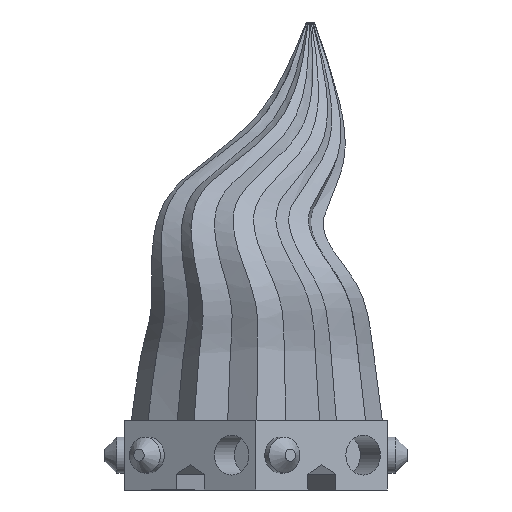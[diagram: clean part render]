
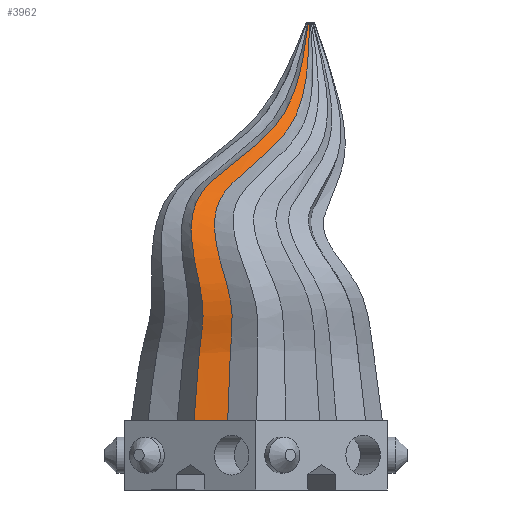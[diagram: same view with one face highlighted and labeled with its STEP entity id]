
A CAD part, front view. The second image highlights one B-rep face of the part: STEP entity #3962.
In plain terms, the highlighted free-form (B-spline) face has degree [3, 3] with [4, 8] control points.
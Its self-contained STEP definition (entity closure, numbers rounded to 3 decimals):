
#112=B_SPLINE_SURFACE_WITH_KNOTS('',3,3,((#14857,#14858,#14859,#14860,#14861,
#14862,#14863,#14864),(#14865,#14866,#14867,#14868,#14869,#14870,#14871,
#14872),(#14873,#14874,#14875,#14876,#14877,#14878,#14879,#14880),(#14881,
#14882,#14883,#14884,#14885,#14886,#14887,#14888)),.UNSPECIFIED.,.F.,.F.,
 .F.,(4,4),(4,1,1,1,1,4),(0.,1.),(0.,1.,2.,3.,4.,5.),.UNSPECIFIED.);
#342=B_SPLINE_CURVE_WITH_KNOTS('',3,(#4899,#4900,#4901,#4902),
 .UNSPECIFIED.,.F.,.F.,(4,4),(0.5,1.),.UNSPECIFIED.);
#343=B_SPLINE_CURVE_WITH_KNOTS('',3,(#4904,#4905,#4906,#4907),
 .UNSPECIFIED.,.F.,.F.,(4,4),(0.,0.5),.UNSPECIFIED.);
#585=B_SPLINE_CURVE_WITH_KNOTS('',3,(#14849,#14850,#14851,#14852,#14853,
#14854,#14855,#14856),.UNSPECIFIED.,.F.,.F.,(4,1,1,1,1,4),(0.,1.,2.,3.,
4.,5.),.UNSPECIFIED.);
#586=B_SPLINE_CURVE_WITH_KNOTS('',3,(#14890,#14891,#14892,#14893),
 .UNSPECIFIED.,.F.,.F.,(4,4),(-1.,-0.5),.UNSPECIFIED.);
#587=B_SPLINE_CURVE_WITH_KNOTS('',3,(#14895,#14896,#14897,#14898),
 .UNSPECIFIED.,.F.,.F.,(4,4),(-0.5,0.),.UNSPECIFIED.);
#588=B_SPLINE_CURVE_WITH_KNOTS('',3,(#14899,#14900,#14901,#14902,#14903,
#14904,#14905,#14906),.UNSPECIFIED.,.F.,.F.,(4,1,1,1,1,4),(0.,1.,2.,3.,
4.,5.),.UNSPECIFIED.);
#883=FACE_OUTER_BOUND('',#1114,.T.);
#1114=EDGE_LOOP('',(#3394,#3395,#3396,#3397,#3398,#3399));
#1446=VERTEX_POINT('',#4893);
#1447=VERTEX_POINT('',#4898);
#1448=VERTEX_POINT('',#4903);
#1744=VERTEX_POINT('',#14844);
#1745=VERTEX_POINT('',#14889);
#1746=VERTEX_POINT('',#14894);
#1889=EDGE_CURVE('',#1447,#1446,#342,.T.);
#1890=EDGE_CURVE('',#1448,#1447,#343,.T.);
#2336=EDGE_CURVE('',#1446,#1744,#585,.T.);
#2337=EDGE_CURVE('',#1744,#1745,#586,.T.);
#2338=EDGE_CURVE('',#1745,#1746,#587,.T.);
#2339=EDGE_CURVE('',#1448,#1746,#588,.T.);
#3394=ORIENTED_EDGE('',*,*,#1890,.T.);
#3395=ORIENTED_EDGE('',*,*,#1889,.T.);
#3396=ORIENTED_EDGE('',*,*,#2336,.T.);
#3397=ORIENTED_EDGE('',*,*,#2337,.T.);
#3398=ORIENTED_EDGE('',*,*,#2338,.T.);
#3399=ORIENTED_EDGE('',*,*,#2339,.F.);
#3962=ADVANCED_FACE('',(#883),#112,.T.);
#4893=CARTESIAN_POINT('',(-7.107,-27.343,17.5));
#4898=CARTESIAN_POINT('',(-11.329,-27.343,17.5));
#4899=CARTESIAN_POINT('Ctrl Pts',(-11.329,-27.343,17.5));
#4900=CARTESIAN_POINT('Ctrl Pts',(-9.922,-27.343,17.5));
#4901=CARTESIAN_POINT('Ctrl Pts',(-8.515,-27.343,17.5));
#4902=CARTESIAN_POINT('Ctrl Pts',(-7.107,-27.343,17.5));
#4903=CARTESIAN_POINT('',(-15.551,-27.343,17.5));
#4904=CARTESIAN_POINT('Ctrl Pts',(-15.551,-27.343,17.5));
#4905=CARTESIAN_POINT('Ctrl Pts',(-14.144,-27.343,17.5));
#4906=CARTESIAN_POINT('Ctrl Pts',(-12.737,-27.343,17.5));
#4907=CARTESIAN_POINT('Ctrl Pts',(-11.329,-27.343,17.5));
#14844=CARTESIAN_POINT('',(13.421,25.195,117.5));
#14849=CARTESIAN_POINT('Ctrl Pts',(-7.107,-27.343,
17.5));
#14850=CARTESIAN_POINT('Ctrl Pts',(-6.914,-26.749,
24.167));
#14851=CARTESIAN_POINT('Ctrl Pts',(-6.527,-25.561,
37.5));
#14852=CARTESIAN_POINT('Ctrl Pts',(-4.932,-29.853,
47.74));
#14853=CARTESIAN_POINT('Ctrl Pts',(-15.926,-22.958,
74.54));
#14854=CARTESIAN_POINT('Ctrl Pts',(12.832,12.035,87.941));
#14855=CARTESIAN_POINT('Ctrl Pts',(13.225,20.809,107.647));
#14856=CARTESIAN_POINT('Ctrl Pts',(13.421,25.195,117.5));
#14857=CARTESIAN_POINT('Ctrl Pts',(-15.551,-27.343,
17.5));
#14858=CARTESIAN_POINT('Ctrl Pts',(-15.126,-26.749,
24.167));
#14859=CARTESIAN_POINT('Ctrl Pts',(-14.275,-25.561,
37.5));
#14860=CARTESIAN_POINT('Ctrl Pts',(-11.942,-29.853,
46.804));
#14861=CARTESIAN_POINT('Ctrl Pts',(-21.27,-22.69,
75.685));
#14862=CARTESIAN_POINT('Ctrl Pts',(9.407,11.636,88.936));
#14863=CARTESIAN_POINT('Ctrl Pts',(11.898,20.676,107.979));
#14864=CARTESIAN_POINT('Ctrl Pts',(13.143,25.195,117.5));
#14865=CARTESIAN_POINT('Ctrl Pts',(-12.737,-27.343,
17.5));
#14866=CARTESIAN_POINT('Ctrl Pts',(-12.389,-26.749,
24.167));
#14867=CARTESIAN_POINT('Ctrl Pts',(-11.692,-25.561,
37.5));
#14868=CARTESIAN_POINT('Ctrl Pts',(-9.606,-29.853,
47.116));
#14869=CARTESIAN_POINT('Ctrl Pts',(-19.489,-22.779,
75.303));
#14870=CARTESIAN_POINT('Ctrl Pts',(10.549,11.769,88.604));
#14871=CARTESIAN_POINT('Ctrl Pts',(12.34,20.72,107.868));
#14872=CARTESIAN_POINT('Ctrl Pts',(13.236,25.195,117.5));
#14873=CARTESIAN_POINT('Ctrl Pts',(-9.922,-27.343,
17.5));
#14874=CARTESIAN_POINT('Ctrl Pts',(-9.651,-26.749,
24.167));
#14875=CARTESIAN_POINT('Ctrl Pts',(-9.109,-25.561,
37.5));
#14876=CARTESIAN_POINT('Ctrl Pts',(-7.269,-29.853,
47.428));
#14877=CARTESIAN_POINT('Ctrl Pts',(-17.707,-22.869,
74.921));
#14878=CARTESIAN_POINT('Ctrl Pts',(11.69,11.902,88.272));
#14879=CARTESIAN_POINT('Ctrl Pts',(12.782,20.764,107.757));
#14880=CARTESIAN_POINT('Ctrl Pts',(13.328,25.195,117.5));
#14881=CARTESIAN_POINT('Ctrl Pts',(-7.107,-27.343,
17.5));
#14882=CARTESIAN_POINT('Ctrl Pts',(-6.914,-26.749,
24.167));
#14883=CARTESIAN_POINT('Ctrl Pts',(-6.527,-25.561,
37.5));
#14884=CARTESIAN_POINT('Ctrl Pts',(-4.932,-29.853,
47.74));
#14885=CARTESIAN_POINT('Ctrl Pts',(-15.926,-22.958,
74.54));
#14886=CARTESIAN_POINT('Ctrl Pts',(12.832,12.035,87.941));
#14887=CARTESIAN_POINT('Ctrl Pts',(13.225,20.809,107.647));
#14888=CARTESIAN_POINT('Ctrl Pts',(13.421,25.195,117.5));
#14889=CARTESIAN_POINT('',(13.282,25.195,117.5));
#14890=CARTESIAN_POINT('Ctrl Pts',(13.421,25.195,117.5));
#14891=CARTESIAN_POINT('Ctrl Pts',(13.375,25.195,117.5));
#14892=CARTESIAN_POINT('Ctrl Pts',(13.328,25.195,117.5));
#14893=CARTESIAN_POINT('Ctrl Pts',(13.282,25.195,117.5));
#14894=CARTESIAN_POINT('',(13.143,25.195,117.5));
#14895=CARTESIAN_POINT('Ctrl Pts',(13.282,25.195,117.5));
#14896=CARTESIAN_POINT('Ctrl Pts',(13.236,25.195,117.5));
#14897=CARTESIAN_POINT('Ctrl Pts',(13.189,25.195,117.5));
#14898=CARTESIAN_POINT('Ctrl Pts',(13.143,25.195,117.5));
#14899=CARTESIAN_POINT('Ctrl Pts',(-15.551,-27.343,
17.5));
#14900=CARTESIAN_POINT('Ctrl Pts',(-15.126,-26.749,
24.167));
#14901=CARTESIAN_POINT('Ctrl Pts',(-14.275,-25.561,
37.5));
#14902=CARTESIAN_POINT('Ctrl Pts',(-11.942,-29.853,
46.804));
#14903=CARTESIAN_POINT('Ctrl Pts',(-21.27,-22.69,
75.685));
#14904=CARTESIAN_POINT('Ctrl Pts',(9.407,11.636,88.936));
#14905=CARTESIAN_POINT('Ctrl Pts',(11.898,20.676,107.979));
#14906=CARTESIAN_POINT('Ctrl Pts',(13.143,25.195,117.5));
